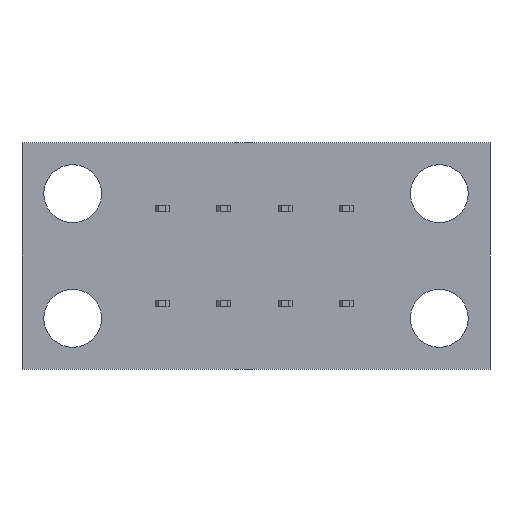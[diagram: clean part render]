
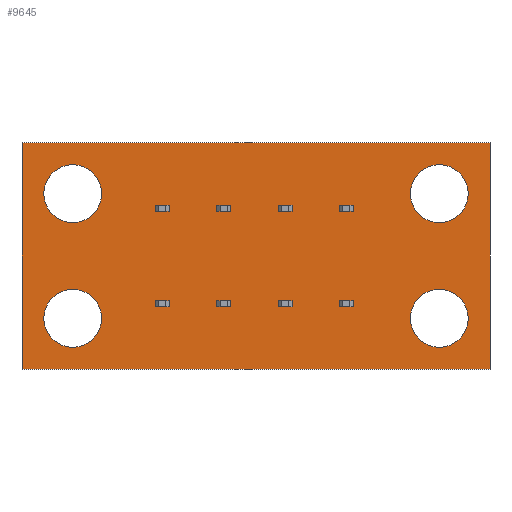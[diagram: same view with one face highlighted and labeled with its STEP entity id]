
A CAD part, front view. The second image highlights one B-rep face of the part: STEP entity #9645.
In plain terms, the highlighted planar face has unit normal (0, -1, 0).
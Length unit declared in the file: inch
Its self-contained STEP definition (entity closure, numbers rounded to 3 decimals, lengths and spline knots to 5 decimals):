
#8 = VECTOR ( 'NONE', #1627, 39.37008 ) ;
#60 = DIRECTION ( 'NONE',  ( 0., 0., 1. ) ) ;
#78 = DIRECTION ( 'NONE',  ( 0., 1., 0. ) ) ;
#84 = ORIENTED_EDGE ( 'NONE', *, *, #7407, .T. ) ;
#103 = CARTESIAN_POINT ( 'NONE',  ( -0.4115, 0., -0.14 ) ) ;
#187 = VERTEX_POINT ( 'NONE', #2466 ) ;
#203 = ORIENTED_EDGE ( 'NONE', *, *, #5905, .T. ) ;
#444 = FACE_OUTER_BOUND ( 'NONE', #6391, .T. ) ;
#642 = LINE ( 'NONE', #1921, #8 ) ;
#1178 = VERTEX_POINT ( 'NONE', #2069 ) ;
#1516 = CARTESIAN_POINT ( 'NONE',  ( -0.5255, 0., -0.254 ) ) ;
#1519 = EDGE_LOOP ( 'NONE', ( #12052, #8318 ) ) ;
#1627 = DIRECTION ( 'NONE',  ( 0., 0., -1. ) ) ;
#1687 = CIRCLE ( 'NONE', #9934, 0.065 ) ;
#1691 = CIRCLE ( 'NONE', #8928, 0.065 ) ;
#1921 = CARTESIAN_POINT ( 'NONE',  ( -0.5255, 0., -0.254 ) ) ;
#2069 = CARTESIAN_POINT ( 'NONE',  ( 0.4115, 0., 0.075 ) ) ;
#2075 = DIRECTION ( 'NONE',  ( 0., 0., 1. ) ) ;
#2102 = DIRECTION ( 'NONE',  ( 0., 1., 0. ) ) ;
#2116 = CARTESIAN_POINT ( 'NONE',  ( 0.4115, 0., -0.14 ) ) ;
#2274 = CARTESIAN_POINT ( 'NONE',  ( -0.4115, 0., 0.075 ) ) ;
#2466 = CARTESIAN_POINT ( 'NONE',  ( 0.4115, 0., -0.205 ) ) ;
#2608 = FACE_BOUND ( 'NONE', #7088, .T. ) ;
#2688 = VERTEX_POINT ( 'NONE', #8883 ) ;
#2702 = ORIENTED_EDGE ( 'NONE', *, *, #5619, .T. ) ;
#2740 = CARTESIAN_POINT ( 'NONE',  ( -0.5255, 0., 0.254 ) ) ;
#2798 = FACE_BOUND ( 'NONE', #7230, .T. ) ;
#2837 = CIRCLE ( 'NONE', #9238, 0.065 ) ;
#3030 = EDGE_CURVE ( 'NONE', #1178, #11970, #4513, .T. ) ;
#3164 = CIRCLE ( 'NONE', #9488, 0.065 ) ;
#3284 = AXIS2_PLACEMENT_3D ( 'NONE', #5672, #5667, #5600 ) ;
#3313 = DIRECTION ( 'NONE',  ( 0., 0., 1. ) ) ;
#3330 = DIRECTION ( 'NONE',  ( 0., 1., 0. ) ) ;
#3376 = VERTEX_POINT ( 'NONE', #2740 ) ;
#3395 = CARTESIAN_POINT ( 'NONE',  ( -0.4115, 0., 0.205 ) ) ;
#3400 = CARTESIAN_POINT ( 'NONE',  ( 0.4115, 0., 0.14 ) ) ;
#3446 = VERTEX_POINT ( 'NONE', #2274 ) ;
#3570 = DIRECTION ( 'NONE',  ( -1., 0., 0. ) ) ;
#3593 = CARTESIAN_POINT ( 'NONE',  ( -0.5255, 0., 0.254 ) ) ;
#3662 = CARTESIAN_POINT ( 'NONE',  ( -0.4115, 0., -0.075 ) ) ;
#4119 = CIRCLE ( 'NONE', #9829, 0.065 ) ;
#4141 = EDGE_CURVE ( 'NONE', #7957, #11793, #10920, .T. ) ;
#4304 = ORIENTED_EDGE ( 'NONE', *, *, #5064, .T. ) ;
#4401 = ORIENTED_EDGE ( 'NONE', *, *, #3030, .T. ) ;
#4427 = FACE_BOUND ( 'NONE', #12169, .T. ) ;
#4513 = CIRCLE ( 'NONE', #8038, 0.065 ) ;
#4938 = EDGE_CURVE ( 'NONE', #11350, #3446, #1687, .T. ) ;
#5064 = EDGE_CURVE ( 'NONE', #6044, #2688, #4119, .T. ) ;
#5166 = ORIENTED_EDGE ( 'NONE', *, *, #4938, .T. ) ;
#5239 = DIRECTION ( 'NONE',  ( 0., 0., 1. ) ) ;
#5249 = EDGE_CURVE ( 'NONE', #187, #11212, #3164, .T. ) ;
#5258 = DIRECTION ( 'NONE',  ( 0., 1., 0. ) ) ;
#5290 = CARTESIAN_POINT ( 'NONE',  ( -0.4115, 0., 0.14 ) ) ;
#5432 = EDGE_CURVE ( 'NONE', #3446, #11350, #2837, .T. ) ;
#5600 = DIRECTION ( 'NONE',  ( 0., 0., 1. ) ) ;
#5619 = EDGE_CURVE ( 'NONE', #11970, #1178, #7286, .T. ) ;
#5667 = DIRECTION ( 'NONE',  ( 0., 1., 0. ) ) ;
#5672 = CARTESIAN_POINT ( 'NONE',  ( 0., 0., 0. ) ) ;
#5730 = EDGE_CURVE ( 'NONE', #11212, #187, #1691, .T. ) ;
#5746 = DIRECTION ( 'NONE',  ( 1., 0., 0. ) ) ;
#5872 = CARTESIAN_POINT ( 'NONE',  ( -0.5255, 0., -0.254 ) ) ;
#5905 = EDGE_CURVE ( 'NONE', #2688, #6044, #9481, .T. ) ;
#5937 = PLANE ( 'NONE',  #3284 ) ;
#6044 = VERTEX_POINT ( 'NONE', #3662 ) ;
#6202 = DIRECTION ( 'NONE',  ( 0., 0., 1. ) ) ;
#6391 = EDGE_LOOP ( 'NONE', ( #7449, #9463, #8036, #84 ) ) ;
#6544 = CARTESIAN_POINT ( 'NONE',  ( 0.4115, 0., 0.205 ) ) ;
#6656 = CARTESIAN_POINT ( 'NONE',  ( 0.4115, 0., -0.075 ) ) ;
#7063 = DIRECTION ( 'NONE',  ( 0., 0., 1. ) ) ;
#7075 = DIRECTION ( 'NONE',  ( 0., 1., 0. ) ) ;
#7088 = EDGE_LOOP ( 'NONE', ( #2702, #4401 ) ) ;
#7094 = CARTESIAN_POINT ( 'NONE',  ( 0.4115, 0., -0.14 ) ) ;
#7230 = EDGE_LOOP ( 'NONE', ( #5166, #9052 ) ) ;
#7286 = CIRCLE ( 'NONE', #9033, 0.065 ) ;
#7305 = EDGE_CURVE ( 'NONE', #11793, #3376, #9343, .T. ) ;
#7352 = LINE ( 'NONE', #5872, #7891 ) ;
#7407 = EDGE_CURVE ( 'NONE', #3376, #7454, #642, .T. ) ;
#7449 = ORIENTED_EDGE ( 'NONE', *, *, #8543, .T. ) ;
#7454 = VERTEX_POINT ( 'NONE', #1516 ) ;
#7891 = VECTOR ( 'NONE', #5746, 39.37008 ) ;
#7957 = VERTEX_POINT ( 'NONE', #10531 ) ;
#8036 = ORIENTED_EDGE ( 'NONE', *, *, #7305, .T. ) ;
#8038 = AXIS2_PLACEMENT_3D ( 'NONE', #9272, #11827, #6202 ) ;
#8318 = ORIENTED_EDGE ( 'NONE', *, *, #5249, .T. ) ;
#8543 = EDGE_CURVE ( 'NONE', #7454, #7957, #7352, .T. ) ;
#8712 = AXIS2_PLACEMENT_3D ( 'NONE', #103, #78, #60 ) ;
#8883 = CARTESIAN_POINT ( 'NONE',  ( -0.4115, 0., -0.205 ) ) ;
#8928 = AXIS2_PLACEMENT_3D ( 'NONE', #2116, #2102, #2075 ) ;
#9033 = AXIS2_PLACEMENT_3D ( 'NONE', #3400, #3330, #3313 ) ;
#9052 = ORIENTED_EDGE ( 'NONE', *, *, #5432, .T. ) ;
#9238 = AXIS2_PLACEMENT_3D ( 'NONE', #5290, #5258, #5239 ) ;
#9272 = CARTESIAN_POINT ( 'NONE',  ( 0.4115, 0., 0.14 ) ) ;
#9292 = CARTESIAN_POINT ( 'NONE',  ( 0.5255, 0., -0.254 ) ) ;
#9343 = LINE ( 'NONE', #3593, #11042 ) ;
#9463 = ORIENTED_EDGE ( 'NONE', *, *, #4141, .T. ) ;
#9481 = CIRCLE ( 'NONE', #8712, 0.065 ) ;
#9488 = AXIS2_PLACEMENT_3D ( 'NONE', #7094, #7075, #7063 ) ;
#9522 = FACE_BOUND ( 'NONE', #1519, .T. ) ;
#9645 = ADVANCED_FACE ( 'NONE', ( #444, #4427, #2798, #9522, #2608 ), #5937, .F. ) ;
#9824 = DIRECTION ( 'NONE',  ( 0., 0., 1. ) ) ;
#9829 = AXIS2_PLACEMENT_3D ( 'NONE', #9885, #9841, #9824 ) ;
#9841 = DIRECTION ( 'NONE',  ( 0., 1., 0. ) ) ;
#9885 = CARTESIAN_POINT ( 'NONE',  ( -0.4115, 0., -0.14 ) ) ;
#9934 = AXIS2_PLACEMENT_3D ( 'NONE', #10689, #10660, #10636 ) ;
#10531 = CARTESIAN_POINT ( 'NONE',  ( 0.5255, 0., -0.254 ) ) ;
#10636 = DIRECTION ( 'NONE',  ( 0., 0., 1. ) ) ;
#10660 = DIRECTION ( 'NONE',  ( 0., 1., 0. ) ) ;
#10689 = CARTESIAN_POINT ( 'NONE',  ( -0.4115, 0., 0.14 ) ) ;
#10823 = VECTOR ( 'NONE', #11519, 39.37008 ) ;
#10920 = LINE ( 'NONE', #9292, #10823 ) ;
#11042 = VECTOR ( 'NONE', #3570, 39.37008 ) ;
#11212 = VERTEX_POINT ( 'NONE', #6656 ) ;
#11350 = VERTEX_POINT ( 'NONE', #3395 ) ;
#11519 = DIRECTION ( 'NONE',  ( 0., 0., 1. ) ) ;
#11793 = VERTEX_POINT ( 'NONE', #11943 ) ;
#11827 = DIRECTION ( 'NONE',  ( 0., 1., 0. ) ) ;
#11943 = CARTESIAN_POINT ( 'NONE',  ( 0.5255, 0., 0.254 ) ) ;
#11970 = VERTEX_POINT ( 'NONE', #6544 ) ;
#12052 = ORIENTED_EDGE ( 'NONE', *, *, #5730, .T. ) ;
#12169 = EDGE_LOOP ( 'NONE', ( #4304, #203 ) ) ;
